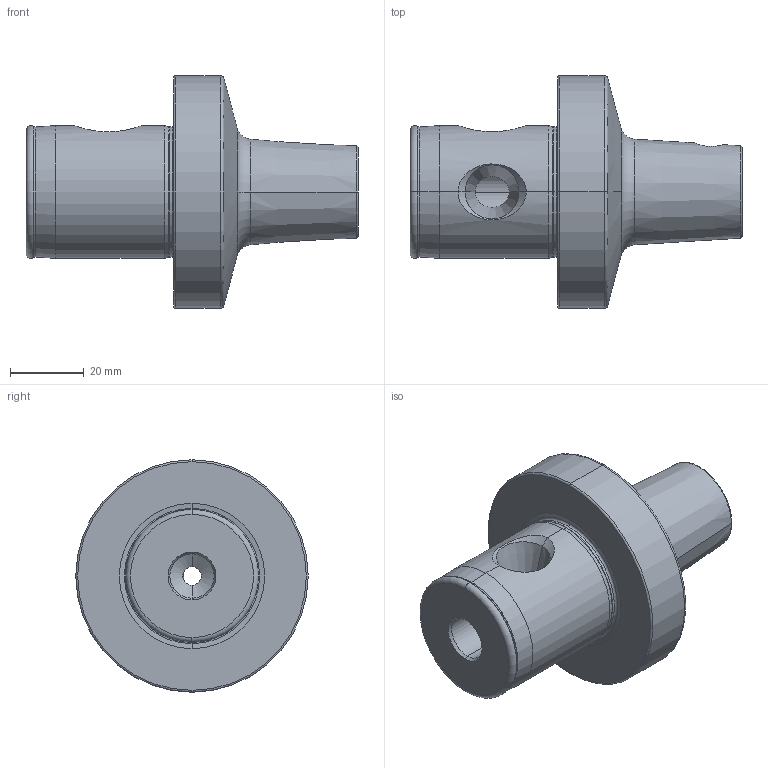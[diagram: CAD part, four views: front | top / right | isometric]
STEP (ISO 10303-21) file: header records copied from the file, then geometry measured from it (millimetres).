
FILE_DESCRIPTION (( 'STEP AP214' ), '1' );
FILE_NAME ('WH6-WH2.K01.050.STEP', '2016-05-23T10:51:09', ( 'SWIAdmin' ), ( 'Hewlett-Packard Company' ), 'SwSTEP 2.0', 'SolidWorks 2015', '' );
FILE_SCHEMA (( 'AUTOMOTIVE_DESIGN' ));
Length unit declared in the file: millimetre
Products named in the file (3): WH6-WH2.K01.050; WH6-WH2.K01.050_A; WH2-ER1.001.010
Assembly tree (2 placements, depth 2):
  WH6-WH2.K01.050
    WH6-WH2.K01.050_A
    WH2-ER1.001.010
Bounding box: 90 x 63 x 63 mm (x, y, z)
Volume: 97298.9 mm3; surface area: 19549.1 mm2
Topology: 2 solids, 2 shells, 87 faces, 196 edges, 112 vertices
Faces by surface type: cone 28, torus 26, cylinder 18, plane 13, bspline 2
Entity records: 3185 total; most frequent: CARTESIAN_POINT 1057, DIRECTION 460, ORIENTED_EDGE 392, AXIS2_PLACEMENT_3D 196, EDGE_CURVE 196, VERTEX_POINT 112, CIRCLE 106, EDGE_LOOP 94
